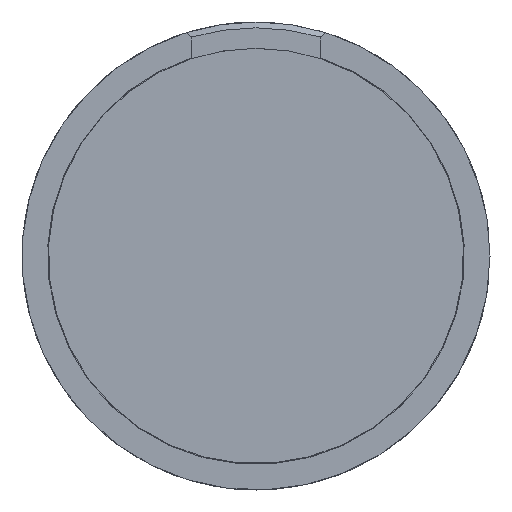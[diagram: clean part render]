
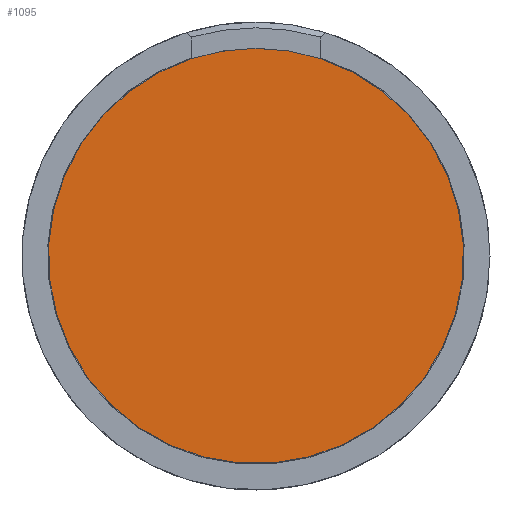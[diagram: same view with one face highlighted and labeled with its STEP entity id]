
A CAD part, front view. The second image highlights one B-rep face of the part: STEP entity #1095.
In plain terms, the highlighted planar face has unit normal (0, -1, 0).
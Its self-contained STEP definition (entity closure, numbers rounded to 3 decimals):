
#68=PLANE('',#1213);
#122=FACE_OUTER_BOUND('',#193,.T.);
#193=EDGE_LOOP('',(#965,#966));
#465=CIRCLE('',#1181,17.75);
#471=CIRCLE('',#1214,17.75);
#529=VERTEX_POINT('',#1675);
#566=VERTEX_POINT('',#1755);
#676=EDGE_CURVE('',#566,#529,#465,.T.);
#724=EDGE_CURVE('',#529,#566,#471,.T.);
#965=ORIENTED_EDGE('',*,*,#676,.F.);
#966=ORIENTED_EDGE('',*,*,#724,.F.);
#1095=ADVANCED_FACE('',(#122),#68,.F.);
#1181=AXIS2_PLACEMENT_3D('',#1756,#1395,#1396);
#1213=AXIS2_PLACEMENT_3D('',#1850,#1497,#1498);
#1214=AXIS2_PLACEMENT_3D('',#1851,#1499,#1500);
#1395=DIRECTION('center_axis',(0.,1.,0.));
#1396=DIRECTION('ref_axis',(-1.,0.,0.));
#1497=DIRECTION('center_axis',(0.,1.,0.));
#1498=DIRECTION('ref_axis',(-1.,0.,0.));
#1499=DIRECTION('center_axis',(0.,1.,0.));
#1500=DIRECTION('ref_axis',(-1.,0.,0.));
#1675=CARTESIAN_POINT('',(14.5,17.5,36.876));
#1755=CARTESIAN_POINT('',(25.5,17.5,36.876));
#1756=CARTESIAN_POINT('Origin',(20.,17.5,20.));
#1850=CARTESIAN_POINT('Origin',(20.,17.5,20.));
#1851=CARTESIAN_POINT('Origin',(20.,17.5,20.));
